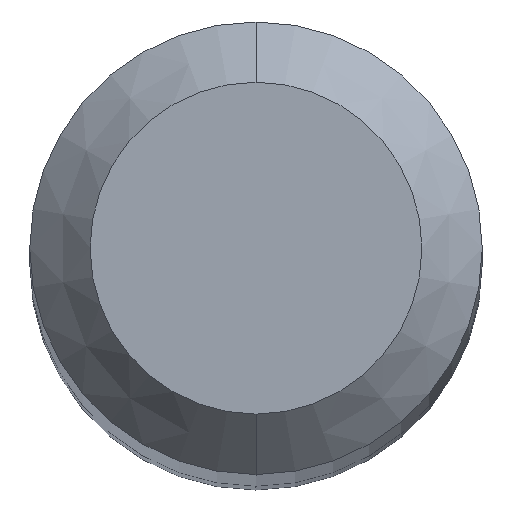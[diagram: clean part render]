
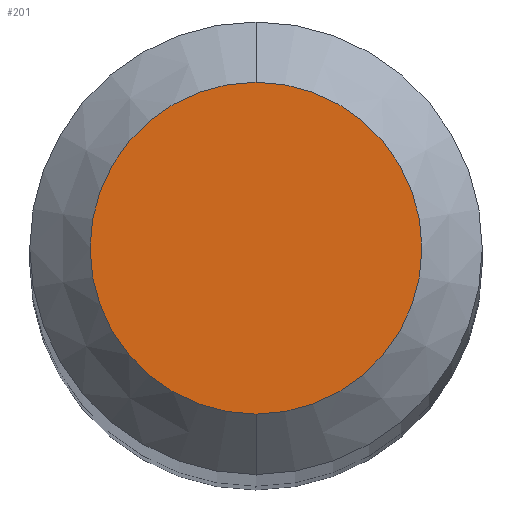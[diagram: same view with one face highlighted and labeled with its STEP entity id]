
A CAD part, top view. The second image highlights one B-rep face of the part: STEP entity #201.
In plain terms, the highlighted planar face has unit normal (0, 0, 1).
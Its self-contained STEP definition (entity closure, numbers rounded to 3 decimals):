
#8 = CARTESIAN_POINT ( 'NONE',  ( 0., 0., 30. ) ) ;
#31 = EDGE_CURVE ( 'NONE', #44, #139, #129, .T. ) ;
#44 = VERTEX_POINT ( 'NONE', #259 ) ;
#52 = EDGE_CURVE ( 'NONE', #139, #44, #177, .T. ) ;
#67 = DIRECTION ( 'NONE',  ( 0., 1., 0. ) ) ;
#71 = ORIENTED_EDGE ( 'NONE', *, *, #52, .F. ) ;
#79 = DIRECTION ( 'NONE',  ( 0., 0., -1. ) ) ;
#93 = EDGE_LOOP ( 'NONE', ( #71, #219 ) ) ;
#129 = CIRCLE ( 'NONE', #211, 0.55 ) ;
#130 = FACE_OUTER_BOUND ( 'NONE', #93, .T. ) ;
#139 = VERTEX_POINT ( 'NONE', #335 ) ;
#150 = DIRECTION ( 'NONE',  ( 0., 1., 0. ) ) ;
#177 = CIRCLE ( 'NONE', #294, 0.55 ) ;
#201 = ADVANCED_FACE ( 'NONE', ( #130 ), #306, .F. ) ;
#211 = AXIS2_PLACEMENT_3D ( 'NONE', #8, #297, #67 ) ;
#219 = ORIENTED_EDGE ( 'NONE', *, *, #31, .F. ) ;
#226 = DIRECTION ( 'NONE',  ( 0., 0., -1. ) ) ;
#230 = DIRECTION ( 'NONE',  ( 0., 1., 0. ) ) ;
#259 = CARTESIAN_POINT ( 'NONE',  ( 0., -0.55, 30. ) ) ;
#294 = AXIS2_PLACEMENT_3D ( 'NONE', #310, #226, #230 ) ;
#297 = DIRECTION ( 'NONE',  ( 0., 0., -1. ) ) ;
#305 = CARTESIAN_POINT ( 'NONE',  ( 0., 0., 30. ) ) ;
#306 = PLANE ( 'NONE',  #329 ) ;
#310 = CARTESIAN_POINT ( 'NONE',  ( 0., 0., 30. ) ) ;
#329 = AXIS2_PLACEMENT_3D ( 'NONE', #305, #79, #150 ) ;
#335 = CARTESIAN_POINT ( 'NONE',  ( 0., 0.55, 30. ) ) ;
